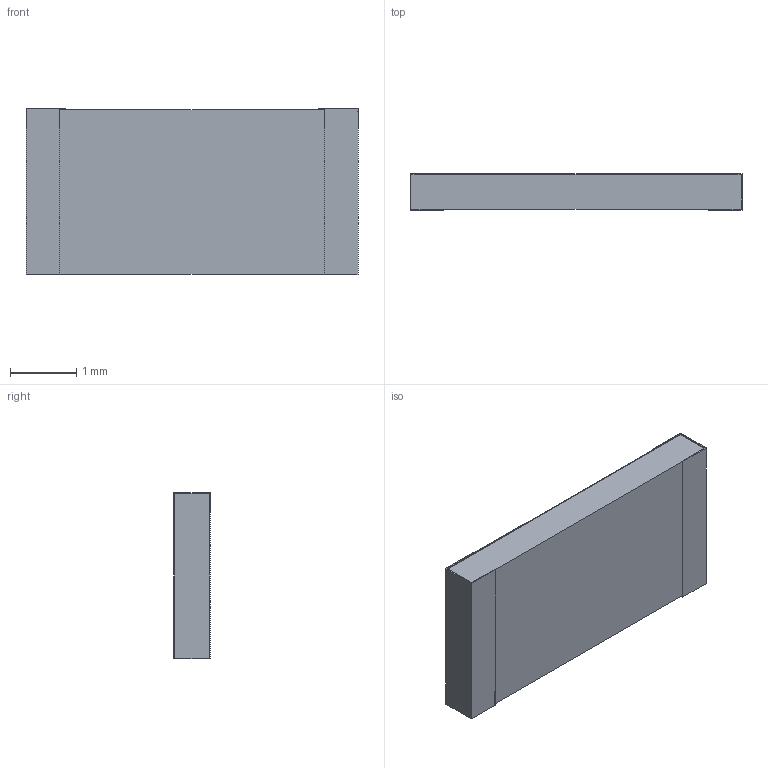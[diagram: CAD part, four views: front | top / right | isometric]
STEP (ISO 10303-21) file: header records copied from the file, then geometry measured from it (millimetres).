
FILE_DESCRIPTION(/* description */ (''),/* implementation_level */ '2;1');
FILE_NAME(/* name */ 'RMCS2010_stp.stp',/* time_stamp */ '2019-06-21T16:48:57-04:00',/* author */ ('mulla'),/* organization */ (''),/* preprocessor_version */ 'ST-DEVELOPER v16.1',/* originating_system */ 'Autodesk Inventor 2016',/* authorisation */ '');
FILE_SCHEMA (('AUTOMOTIVE_DESIGN { 1 0 10303 214 3 1 1 }'));
Length unit declared in the file: millimetre
Products named in the file (1): RMCS2010
Bounding box: 5 x 0.55 x 2.5 mm (x, y, z)
Volume: 6.7 mm3; surface area: 67.8 mm2
Topology: 4 solids, 4 shells, 32 faces, 72 edges, 48 vertices
Faces by surface type: plane 32
Entity records: 950 total; most frequent: CARTESIAN_POINT 153, ORIENTED_EDGE 144, DIRECTION 138, LINE 72, VECTOR 72, EDGE_CURVE 72, VERTEX_POINT 48, STYLED_ITEM 36
